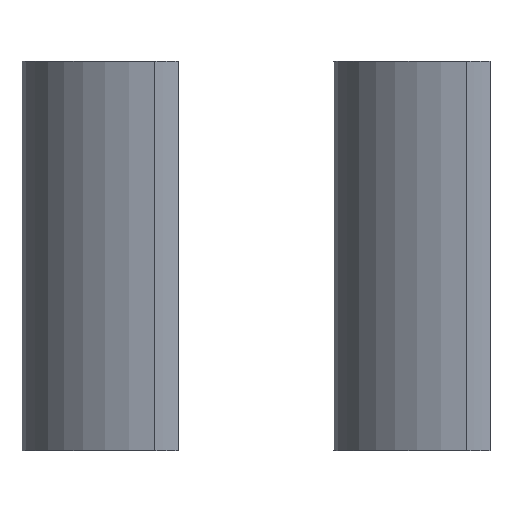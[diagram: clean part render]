
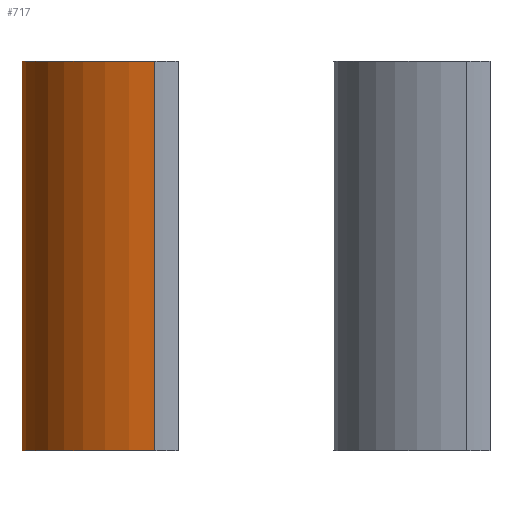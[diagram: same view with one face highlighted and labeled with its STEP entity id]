
A CAD part, left-side view. The second image highlights one B-rep face of the part: STEP entity #717.
In plain terms, the highlighted cylindrical face has radius 20.119 mm (diameter 40.238 mm), a partial arc.
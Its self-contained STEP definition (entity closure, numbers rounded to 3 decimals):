
#65=FACE_OUTER_BOUND('',#111,.T.);
#111=EDGE_LOOP('',(#537,#538,#539,#540));
#165=LINE('',#1166,#217);
#167=LINE('',#1172,#219);
#217=VECTOR('',#932,10.);
#219=VECTOR('',#936,10.);
#273=CIRCLE('',#793,20.119);
#274=CIRCLE('',#794,20.119);
#329=VERTEX_POINT('',#1159);
#332=VERTEX_POINT('',#1164);
#334=VERTEX_POINT('',#1169);
#335=VERTEX_POINT('',#1171);
#409=EDGE_CURVE('',#329,#332,#165,.T.);
#411=EDGE_CURVE('',#334,#335,#167,.T.);
#414=EDGE_CURVE('',#334,#329,#273,.T.);
#415=EDGE_CURVE('',#335,#332,#274,.T.);
#537=ORIENTED_EDGE('',*,*,#414,.T.);
#538=ORIENTED_EDGE('',*,*,#409,.T.);
#539=ORIENTED_EDGE('',*,*,#415,.F.);
#540=ORIENTED_EDGE('',*,*,#411,.F.);
#692=CYLINDRICAL_SURFACE('',#792,20.119);
#717=ADVANCED_FACE('',(#65),#692,.T.);
#792=AXIS2_PLACEMENT_3D('',#1176,#939,#940);
#793=AXIS2_PLACEMENT_3D('',#1177,#941,#942);
#794=AXIS2_PLACEMENT_3D('',#1178,#943,#944);
#932=DIRECTION('',(0.,0.,-1.));
#936=DIRECTION('',(0.,0.,-1.));
#939=DIRECTION('center_axis',(0.,0.,-1.));
#940=DIRECTION('ref_axis',(-1.,0.,0.));
#941=DIRECTION('center_axis',(0.,0.,-1.));
#942=DIRECTION('ref_axis',(-1.,0.,0.));
#943=DIRECTION('center_axis',(0.,0.,-1.));
#944=DIRECTION('ref_axis',(-1.,0.,0.));
#1159=CARTESIAN_POINT('',(19.894,3.,50.));
#1164=CARTESIAN_POINT('',(19.894,3.,0.));
#1166=CARTESIAN_POINT('',(19.894,3.,50.));
#1169=CARTESIAN_POINT('',(-19.894,3.,50.));
#1171=CARTESIAN_POINT('',(-19.894,3.,0.));
#1172=CARTESIAN_POINT('',(-19.894,3.,50.));
#1176=CARTESIAN_POINT('Origin',(0.,0.,
50.));
#1177=CARTESIAN_POINT('Origin',(0.,0.,
50.));
#1178=CARTESIAN_POINT('Origin',(0.,0.,
0.));
